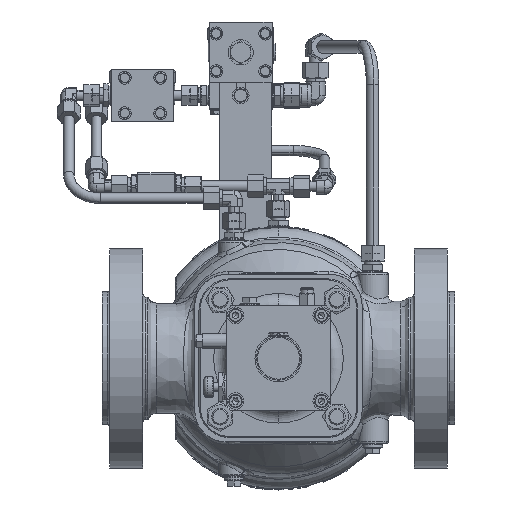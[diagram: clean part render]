
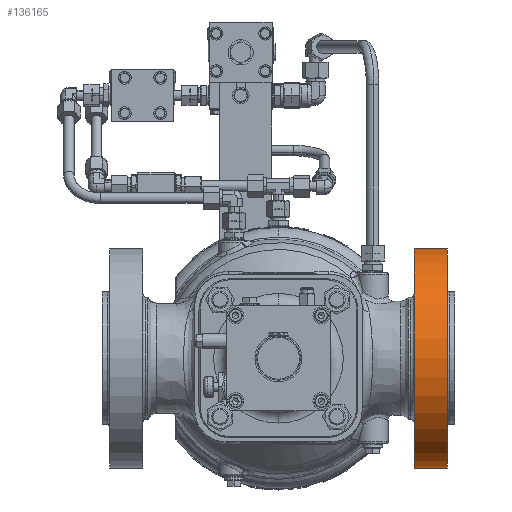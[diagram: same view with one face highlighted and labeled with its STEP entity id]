
A CAD part, front view. The second image highlights one B-rep face of the part: STEP entity #136165.
In plain terms, the highlighted cylindrical face has radius 105 mm (diameter 210 mm), a partial arc.
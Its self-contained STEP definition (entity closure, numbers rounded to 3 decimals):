
#25633 = FACE_OUTER_BOUND ( 'NONE', #116072, .T. ) ;
#27401 = AXIS2_PLACEMENT_3D ( 'NONE', #106258, #154263, #74125 ) ;
#34326 = CARTESIAN_POINT ( 'NONE',  ( 129.7, 7.075, 0. ) ) ;
#43184 = EDGE_CURVE ( 'Defeature ausgef�hrt1_624+Defeature ausgef�hrt1_618+Defeature ausgef�hrt1_618+Defeature ausgef�hrt1_618', #164284, #117614, #178417, .T. ) ;
#49215 = CARTESIAN_POINT ( 'NONE',  ( 129.7, 7.075, 105. ) ) ;
#51487 = DIRECTION ( 'NONE',  ( 0., 0., 1. ) ) ;
#55337 = ORIENTED_EDGE ( 'NONE', *, *, #56794, .T. ) ;
#56794 = EDGE_CURVE ( 'NONE', #164284, #87072, #139656, .T. ) ;
#57730 = CARTESIAN_POINT ( 'NONE',  ( 152.199, 7.075, -105. ) ) ;
#60206 = CYLINDRICAL_SURFACE ( 'NONE', #27401, 105. ) ;
#68683 = DIRECTION ( 'NONE',  ( -1., 0., 0. ) ) ;
#74125 = DIRECTION ( 'NONE',  ( 0., 0., 1. ) ) ;
#74197 = DIRECTION ( 'NONE',  ( 1., 0., 0. ) ) ;
#78718 = AXIS2_PLACEMENT_3D ( 'NONE', #138234, #170494, #137560 ) ;
#81268 = CARTESIAN_POINT ( 'NONE',  ( 129.7, 7.075, -105. ) ) ;
#85538 = CARTESIAN_POINT ( 'NONE',  ( 161.5, 7.075, -105. ) ) ;
#87072 = VERTEX_POINT ( 'NONE', #85538 ) ;
#89572 = LINE ( 'NONE', #187724, #104317 ) ;
#104317 = VECTOR ( 'NONE', #124545, 1000. ) ;
#106009 = CIRCLE ( 'NONE', #78718, 105. ) ;
#106258 = CARTESIAN_POINT ( 'NONE',  ( 152.199, 7.075, 0. ) ) ;
#116072 = EDGE_LOOP ( 'NONE', ( #122392, #55337, #118342, #192039 ) ) ;
#117614 = VERTEX_POINT ( 'NONE', #49215 ) ;
#118342 = ORIENTED_EDGE ( 'NONE', *, *, #172640, .T. ) ;
#122392 = ORIENTED_EDGE ( 'NONE', *, *, #43184, .F. ) ;
#124545 = DIRECTION ( 'NONE',  ( 1., 0., 0. ) ) ;
#130885 = EDGE_CURVE ( 'NONE', #117614, #153616, #89572, .T. ) ;
#136165 = ADVANCED_FACE ( 'Defeature ausgef�hrt1_618', ( #25633 ), #60206, .T. ) ;
#137560 = DIRECTION ( 'NONE',  ( 0., 0., 1. ) ) ;
#138234 = CARTESIAN_POINT ( 'NONE',  ( 161.5, 7.075, 0. ) ) ;
#138527 = CARTESIAN_POINT ( 'NONE',  ( 161.5, 7.075, 105. ) ) ;
#138820 = AXIS2_PLACEMENT_3D ( 'NONE', #34326, #68683, #51487 ) ;
#139656 = LINE ( 'NONE', #57730, #144591 ) ;
#144591 = VECTOR ( 'NONE', #74197, 1000. ) ;
#153616 = VERTEX_POINT ( 'NONE', #138527 ) ;
#154263 = DIRECTION ( 'NONE',  ( 1., 0., 0. ) ) ;
#164284 = VERTEX_POINT ( 'NONE', #81268 ) ;
#170494 = DIRECTION ( 'NONE',  ( -1., 0., 0. ) ) ;
#172640 = EDGE_CURVE ( 'Defeature ausgef�hrt1_618+Defeature ausgef�hrt1_619+Defeature ausgef�hrt1_619+Defeature ausgef�hrt1_619', #87072, #153616, #106009, .T. ) ;
#178417 = CIRCLE ( 'NONE', #138820, 105. ) ;
#187724 = CARTESIAN_POINT ( 'NONE',  ( 152.199, 7.075, 105. ) ) ;
#192039 = ORIENTED_EDGE ( 'NONE', *, *, #130885, .F. ) ;
